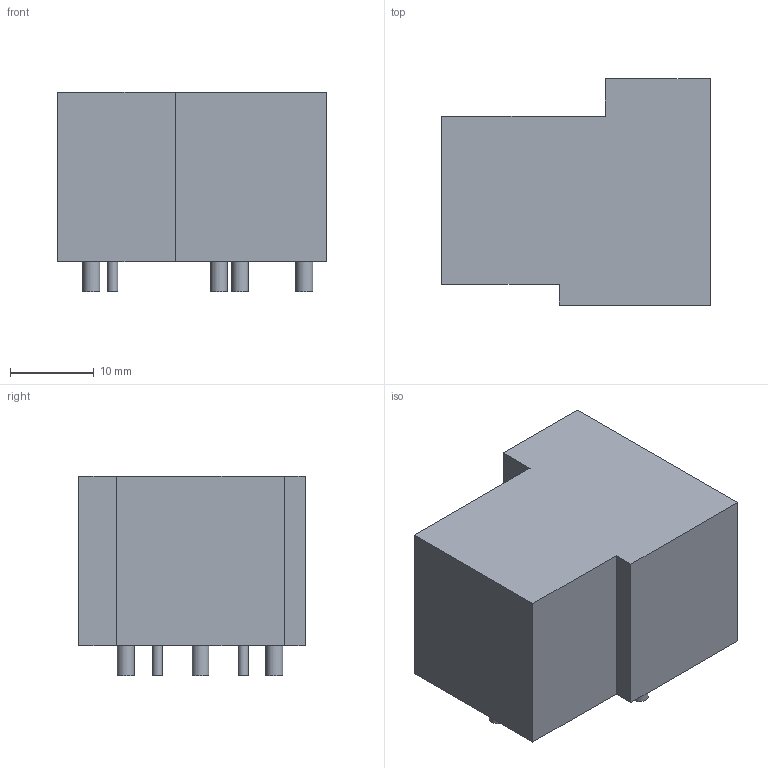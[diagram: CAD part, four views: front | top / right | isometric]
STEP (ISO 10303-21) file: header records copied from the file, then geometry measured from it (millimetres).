
FILE_DESCRIPTION(('FreeCAD Model'),'2;1');
FILE_NAME('sla-5vdc-sl-a.step', '2018-02-05T17:40:23',('Author'),(''), 'Open CASCADE STEP processor 6.8','FreeCAD','Unknown');
FILE_SCHEMA(('AUTOMOTIVE_DESIGN_CC2 { 1 2 10303 214 -1 1 5 4 }'));
Length unit declared in the file: millimetre
Products named in the file (1): Pad001
Bounding box: 32 x 27 x 23.8 mm (x, y, z)
Volume: 14759.3 mm3; surface area: 4042.4 mm2
Topology: 1 solids, 1 shells, 31 faces, 66 edges, 44 vertices
Faces by surface type: plane 25, cylinder 6
Full cylindrical faces by diameter (mm): 1.2 x2, 2 x4
Entity records: 1063 total; most frequent: CARTESIAN_POINT 142, DIRECTION 142, ORIENTED_EDGE 132, EDGE_CURVE 66, LINE 54, VECTOR 54, AXIS2_PLACEMENT_3D 44, VERTEX_POINT 44
